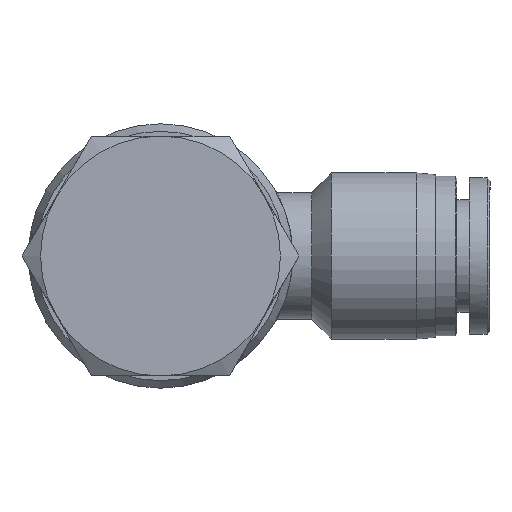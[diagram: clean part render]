
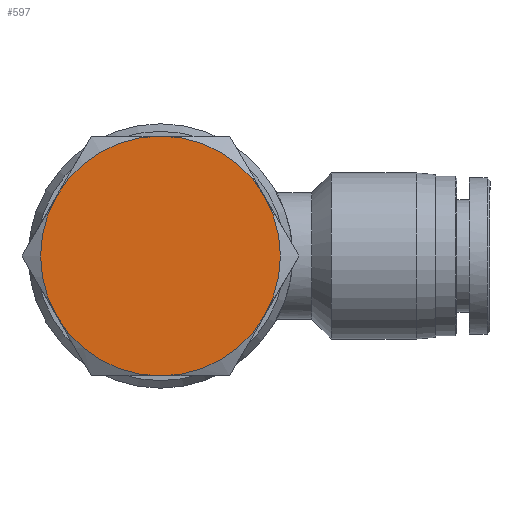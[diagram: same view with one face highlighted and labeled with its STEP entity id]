
A CAD part, left-side view. The second image highlights one B-rep face of the part: STEP entity #597.
In plain terms, the highlighted planar face has unit normal (-1, 0, 0).
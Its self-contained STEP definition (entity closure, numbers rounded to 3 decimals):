
#114=CARTESIAN_POINT('',(0.,-10.999,-6.35));
#115=VERTEX_POINT('',#114);
#129=CARTESIAN_POINT('',(0.,-10.999,6.35));
#130=VERTEX_POINT('',#129);
#144=CARTESIAN_POINT('',(0.,0.,0.0));
#145=DIRECTION('',(-1.0,0.0,0.0));
#146=DIRECTION('',(0.0,1.0,0.0));
#147=AXIS2_PLACEMENT_3D('',#144,#145,#146);
#148=CIRCLE('',#147,12.7);
#149=EDGE_CURVE('',#115,#130,#148,.T.);
#161=CARTESIAN_POINT('',(0.,0.,-12.7));
#162=VERTEX_POINT('',#161);
#189=CARTESIAN_POINT('',(0.,0.,0.0));
#190=DIRECTION('',(-1.0,0.0,0.0));
#191=DIRECTION('',(0.0,1.0,0.0));
#192=AXIS2_PLACEMENT_3D('',#189,#190,#191);
#193=CIRCLE('',#192,12.7);
#194=EDGE_CURVE('',#162,#115,#193,.T.);
#206=CARTESIAN_POINT('',(0.,10.999,-6.35));
#207=VERTEX_POINT('',#206);
#234=CARTESIAN_POINT('',(0.,0.,0.0));
#235=DIRECTION('',(-1.0,0.0,0.0));
#236=DIRECTION('',(0.0,1.0,0.0));
#237=AXIS2_PLACEMENT_3D('',#234,#235,#236);
#238=CIRCLE('',#237,12.7);
#239=EDGE_CURVE('',#207,#162,#238,.T.);
#264=CARTESIAN_POINT('',(0.,10.999,6.35));
#265=VERTEX_POINT('',#264);
#266=CARTESIAN_POINT('',(0.,0.,0.0));
#267=DIRECTION('',(-1.0,0.0,0.0));
#268=DIRECTION('',(0.0,1.0,0.0));
#269=AXIS2_PLACEMENT_3D('',#266,#267,#268);
#270=CIRCLE('',#269,12.7);
#271=EDGE_CURVE('',#265,#207,#270,.T.);
#309=CARTESIAN_POINT('',(0.,0.,12.7));
#310=VERTEX_POINT('',#309);
#311=CARTESIAN_POINT('',(0.,0.,0.0));
#312=DIRECTION('',(-1.0,0.0,0.0));
#313=DIRECTION('',(0.0,1.0,0.0));
#314=AXIS2_PLACEMENT_3D('',#311,#312,#313);
#315=CIRCLE('',#314,12.7);
#316=EDGE_CURVE('',#310,#265,#315,.T.);
#354=CARTESIAN_POINT('',(0.,0.,0.0));
#355=DIRECTION('',(-1.0,0.0,0.0));
#356=DIRECTION('',(0.0,1.0,0.0));
#357=AXIS2_PLACEMENT_3D('',#354,#355,#356);
#358=CIRCLE('',#357,12.7);
#359=EDGE_CURVE('',#130,#310,#358,.T.);
#584=CARTESIAN_POINT('',(0.,6.35,0.0));
#585=DIRECTION('',(-1.0,0.0,0.0));
#586=DIRECTION('',(0.0,0.0,1.0));
#587=AXIS2_PLACEMENT_3D('',#584,#585,#586);
#588=PLANE('',#587);
#589=ORIENTED_EDGE('',*,*,#359,.T.);
#590=ORIENTED_EDGE('',*,*,#316,.T.);
#591=ORIENTED_EDGE('',*,*,#271,.T.);
#592=ORIENTED_EDGE('',*,*,#239,.T.);
#593=ORIENTED_EDGE('',*,*,#194,.T.);
#594=ORIENTED_EDGE('',*,*,#149,.T.);
#595=EDGE_LOOP('',(#589,#590,#591,#592,#593,#594));
#596=FACE_OUTER_BOUND('',#595,.T.);
#597=ADVANCED_FACE('',(#596),#588,.T.);
